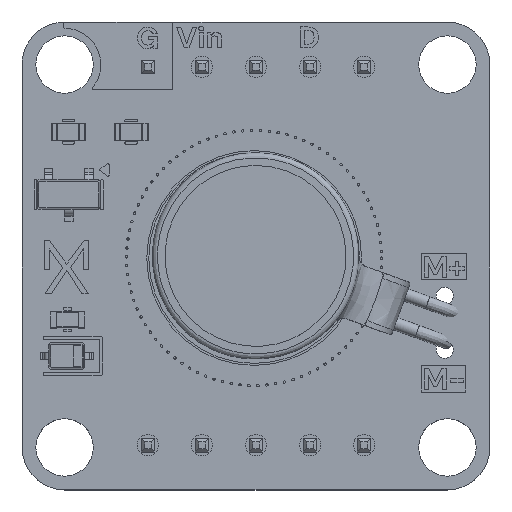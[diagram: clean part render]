
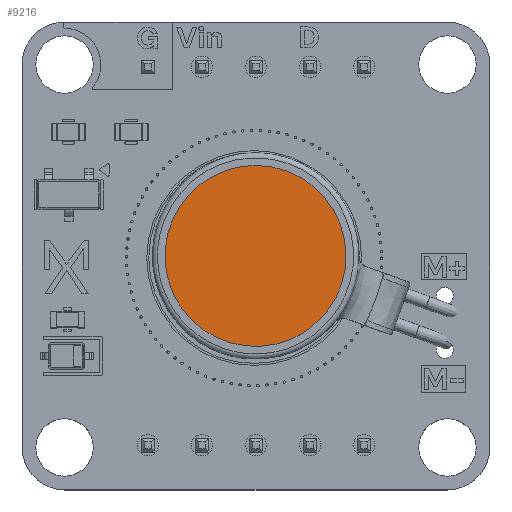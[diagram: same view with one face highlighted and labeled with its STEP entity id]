
A CAD part, top view. The second image highlights one B-rep face of the part: STEP entity #9216.
In plain terms, the highlighted free-form (B-spline) face has degree [1, 1] with [2, 2] control points.
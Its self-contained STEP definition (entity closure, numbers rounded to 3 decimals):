
#9168 = EDGE_CURVE('',#9169,#9169,#9171,.T.);
#9169 = VERTEX_POINT('',#9170);
#9170 = CARTESIAN_POINT('',(14.097,-5.596,3.6));
#9171 = ( BOUNDED_CURVE() B_SPLINE_CURVE(2,(#9172,#9173,#9174,#9175,
#9176,#9177,#9178),.UNSPECIFIED.,.T.,.F.) B_SPLINE_CURVE_WITH_KNOTS((3,2
    ,2,3),(3.142,5.236,7.33,9.425),
.PIECEWISE_BEZIER_KNOTS.) CURVE() GEOMETRIC_REPRESENTATION_ITEM() 
RATIONAL_B_SPLINE_CURVE((1.,0.5,1.,0.5,1.,0.5,1.)) REPRESENTATION_ITEM(
  '') );
#9172 = CARTESIAN_POINT('',(14.097,-5.596,3.6));
#9173 = CARTESIAN_POINT('',(14.097,-12.963,3.6));
#9174 = CARTESIAN_POINT('',(20.477,-9.279,3.6));
#9175 = CARTESIAN_POINT('',(26.856,-5.596,3.6));
#9176 = CARTESIAN_POINT('',(20.477,-1.913,3.6));
#9177 = CARTESIAN_POINT('',(14.097,1.77,3.6));
#9178 = CARTESIAN_POINT('',(14.097,-5.596,3.6));
#9216 = ADVANCED_FACE('',(#9217),#9220,.T.);
#9217 = FACE_BOUND('',#9218,.T.);
#9218 = EDGE_LOOP('',(#9219));
#9219 = ORIENTED_EDGE('',*,*,#9168,.T.);
#9220 = B_SPLINE_SURFACE_WITH_KNOTS('',1,1,(
    (#9221,#9222)
    ,(#9223,#9224
    )),.UNSPECIFIED.,.F.,.F.,.F.,(2,2),(2,2),(-3.544,
    3.544),(-3.544,3.544),
  .PIECEWISE_BEZIER_KNOTS.);
#9221 = CARTESIAN_POINT('',(14.097,-9.849,3.6));
#9222 = CARTESIAN_POINT('',(14.097,-1.343,3.6));
#9223 = CARTESIAN_POINT('',(22.603,-9.849,3.6));
#9224 = CARTESIAN_POINT('',(22.603,-1.343,3.6));
